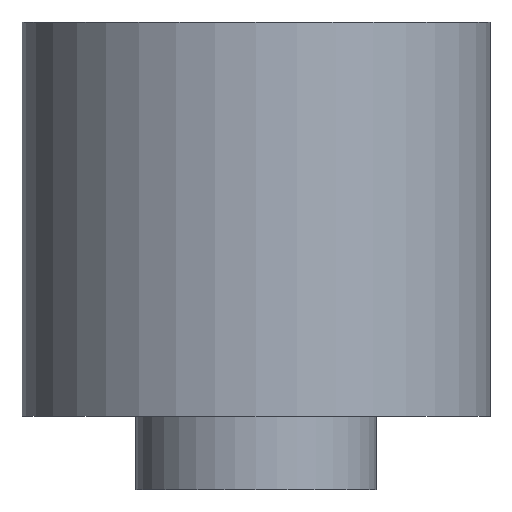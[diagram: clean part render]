
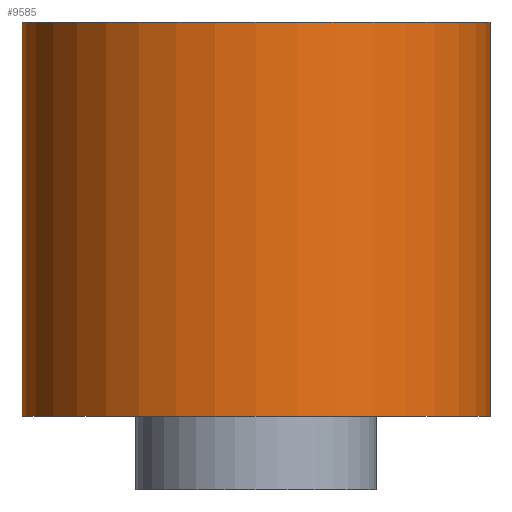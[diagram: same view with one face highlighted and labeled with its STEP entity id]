
A CAD part, left-side view. The second image highlights one B-rep face of the part: STEP entity #9585.
In plain terms, the highlighted cylindrical face has radius 9.5 mm (diameter 19 mm), a partial arc.
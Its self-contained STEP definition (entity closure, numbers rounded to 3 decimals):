
#154 = ORIENTED_EDGE ( 'NONE', *, *, #15784, .F. ) ;
#502 = DIRECTION ( 'NONE',  ( 0., 0., 1. ) ) ;
#640 = DIRECTION ( 'NONE',  ( 1., 0., 0. ) ) ;
#888 = CARTESIAN_POINT ( 'NONE',  ( -6.1, -9.5, 4. ) ) ;
#943 = VERTEX_POINT ( 'NONE', #9457 ) ;
#1759 = EDGE_CURVE ( 'NONE', #943, #10317, #2510, .T. ) ;
#2104 = DIRECTION ( 'NONE',  ( 0., 0., 1. ) ) ;
#2275 = LINE ( 'NONE', #12709, #6320 ) ;
#2510 = CIRCLE ( 'NONE', #17770, 9.5 ) ;
#2897 = AXIS2_PLACEMENT_3D ( 'NONE', #6393, #2104, #15458 ) ;
#2930 = CARTESIAN_POINT ( 'NONE',  ( -6.1, -9.5, -12. ) ) ;
#3213 = AXIS2_PLACEMENT_3D ( 'NONE', #17828, #4491, #16366 ) ;
#3710 = VERTEX_POINT ( 'NONE', #14026 ) ;
#4258 = EDGE_CURVE ( 'NONE', #943, #3710, #11358, .T. ) ;
#4491 = DIRECTION ( 'NONE',  ( 0., 0., 1. ) ) ;
#6320 = VECTOR ( 'NONE', #502, 1000. ) ;
#6393 = CARTESIAN_POINT ( 'NONE',  ( -6.1, 0., -12. ) ) ;
#6691 = ORIENTED_EDGE ( 'NONE', *, *, #1759, .T. ) ;
#7267 = CIRCLE ( 'NONE', #3213, 9.5 ) ;
#8450 = VERTEX_POINT ( 'NONE', #888 ) ;
#8720 = CARTESIAN_POINT ( 'NONE',  ( -6.1, 0., -12. ) ) ;
#9457 = CARTESIAN_POINT ( 'NONE',  ( -6.1, 9.5, -12. ) ) ;
#9585 = ADVANCED_FACE ( 'NONE', ( #18372 ), #15356, .T. ) ;
#10317 = VERTEX_POINT ( 'NONE', #2930 ) ;
#10575 = DIRECTION ( 'NONE',  ( 0., 0., 1. ) ) ;
#11358 = LINE ( 'NONE', #17284, #13470 ) ;
#11625 = ORIENTED_EDGE ( 'NONE', *, *, #16864, .T. ) ;
#12709 = CARTESIAN_POINT ( 'NONE',  ( -6.1, -9.5, -12. ) ) ;
#12771 = ORIENTED_EDGE ( 'NONE', *, *, #4258, .F. ) ;
#13470 = VECTOR ( 'NONE', #10575, 1000. ) ;
#14026 = CARTESIAN_POINT ( 'NONE',  ( -6.1, 9.5, 4. ) ) ;
#15356 = CYLINDRICAL_SURFACE ( 'NONE', #2897, 9.5 ) ;
#15458 = DIRECTION ( 'NONE',  ( 1., 0., 0. ) ) ;
#15784 = EDGE_CURVE ( 'NONE', #3710, #8450, #7267, .T. ) ;
#16366 = DIRECTION ( 'NONE',  ( 1., 0., 0. ) ) ;
#16864 = EDGE_CURVE ( 'NONE', #10317, #8450, #2275, .T. ) ;
#17284 = CARTESIAN_POINT ( 'NONE',  ( -6.1, 9.5, -12. ) ) ;
#17584 = DIRECTION ( 'NONE',  ( 0., 0., 1. ) ) ;
#17770 = AXIS2_PLACEMENT_3D ( 'NONE', #8720, #17584, #640 ) ;
#17828 = CARTESIAN_POINT ( 'NONE',  ( -6.1, 0., 4. ) ) ;
#18372 = FACE_OUTER_BOUND ( 'NONE', #18909, .T. ) ;
#18909 = EDGE_LOOP ( 'NONE', ( #11625, #154, #12771, #6691 ) ) ;
